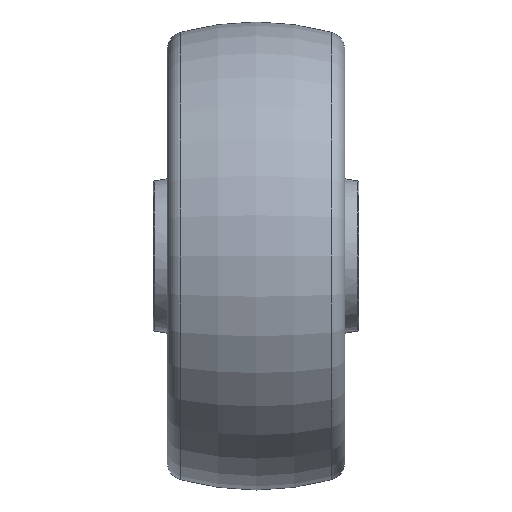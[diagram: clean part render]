
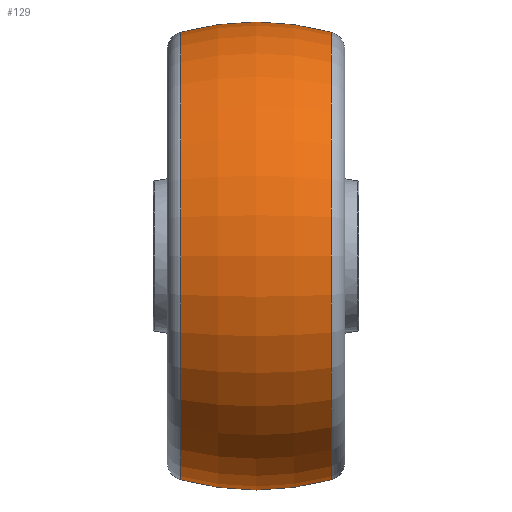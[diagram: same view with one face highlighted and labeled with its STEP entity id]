
A CAD part, front view. The second image highlights one B-rep face of the part: STEP entity #129.
In plain terms, the highlighted toroidal (fillet/blend) face has major radius 5 mm and minor radius 30 mm.
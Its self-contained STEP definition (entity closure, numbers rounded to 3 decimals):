
#11 = ORIENTED_EDGE ( 'NONE', *, *, #807, .F. ) ;
#42 = DIRECTION ( 'NONE',  ( -1., 0., 0. ) ) ;
#54 = DIRECTION ( 'NONE',  ( 0., 1., 0. ) ) ;
#82 = AXIS2_PLACEMENT_3D ( 'NONE', #864, #54, #401 ) ;
#111 = DIRECTION ( 'NONE',  ( 0., 0., -1. ) ) ;
#116 = DIRECTION ( 'NONE',  ( 0., 0., 1. ) ) ;
#129 = ADVANCED_FACE ( 'NONE', ( #469 ), #699, .T. ) ;
#159 = CIRCLE ( 'NONE', #617, 30. ) ;
#194 = CARTESIAN_POINT ( 'NONE',  ( 8.036, 0., 0. ) ) ;
#233 = VERTEX_POINT ( 'NONE', #450 ) ;
#253 = AXIS2_PLACEMENT_3D ( 'NONE', #194, #42, #116 ) ;
#313 = AXIS2_PLACEMENT_3D ( 'NONE', #764, #844, #111 ) ;
#320 = EDGE_LOOP ( 'NONE', ( #11, #608, #858, #1110 ) ) ;
#346 = CARTESIAN_POINT ( 'NONE',  ( 8.036, 0., 23.904 ) ) ;
#378 = DIRECTION ( 'NONE',  ( 0., 0., -1. ) ) ;
#394 = VERTEX_POINT ( 'NONE', #1130 ) ;
#401 = DIRECTION ( 'NONE',  ( 0., 0., 1. ) ) ;
#426 = EDGE_CURVE ( 'NONE', #233, #931, #638, .T. ) ;
#450 = CARTESIAN_POINT ( 'NONE',  ( -8.036, 0., 23.904 ) ) ;
#467 = EDGE_CURVE ( 'NONE', #394, #903, #1076, .T. ) ;
#469 = FACE_OUTER_BOUND ( 'NONE', #320, .T. ) ;
#470 = DIRECTION ( 'NONE',  ( 0., -1., 0. ) ) ;
#608 = ORIENTED_EDGE ( 'NONE', *, *, #467, .T. ) ;
#617 = AXIS2_PLACEMENT_3D ( 'NONE', #1012, #470, #378 ) ;
#638 = CIRCLE ( 'NONE', #313, 23.904 ) ;
#680 = AXIS2_PLACEMENT_3D ( 'NONE', #900, #740, #815 ) ;
#699 = TOROIDAL_SURFACE ( 'NONE', #680, -5., 30. ) ;
#740 = DIRECTION ( 'NONE',  ( -1., 0., 0. ) ) ;
#764 = CARTESIAN_POINT ( 'NONE',  ( -8.036, 0., 0. ) ) ;
#807 = EDGE_CURVE ( 'NONE', #394, #931, #1134, .T. ) ;
#815 = DIRECTION ( 'NONE',  ( 0., 0., 1. ) ) ;
#844 = DIRECTION ( 'NONE',  ( 1., 0., 0. ) ) ;
#858 = ORIENTED_EDGE ( 'NONE', *, *, #1015, .T. ) ;
#864 = CARTESIAN_POINT ( 'NONE',  ( 0., 0., 5. ) ) ;
#900 = CARTESIAN_POINT ( 'NONE',  ( 0., 0., 0. ) ) ;
#903 = VERTEX_POINT ( 'NONE', #346 ) ;
#931 = VERTEX_POINT ( 'NONE', #1062 ) ;
#1012 = CARTESIAN_POINT ( 'NONE',  ( 0., 0., -5. ) ) ;
#1015 = EDGE_CURVE ( 'NONE', #903, #233, #159, .T. ) ;
#1062 = CARTESIAN_POINT ( 'NONE',  ( -8.036, 0., -23.904 ) ) ;
#1076 = CIRCLE ( 'NONE', #253, 23.904 ) ;
#1110 = ORIENTED_EDGE ( 'NONE', *, *, #426, .T. ) ;
#1130 = CARTESIAN_POINT ( 'NONE',  ( 8.036, 0., -23.904 ) ) ;
#1134 = CIRCLE ( 'NONE', #82, 30. ) ;
